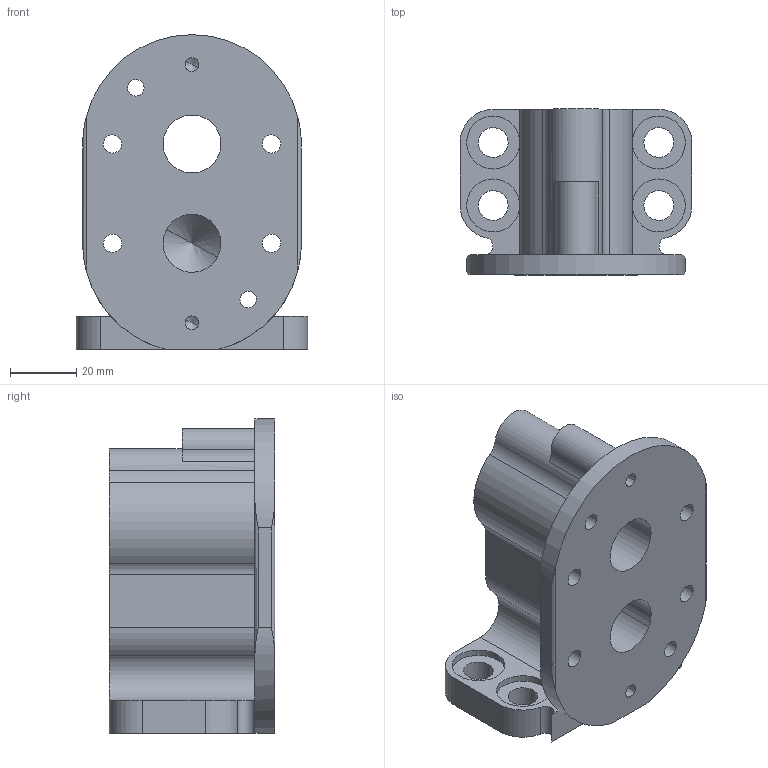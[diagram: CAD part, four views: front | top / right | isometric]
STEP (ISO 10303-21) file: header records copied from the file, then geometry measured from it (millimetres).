
FILE_DESCRIPTION(('Open CASCADE Model'),'2;1');
FILE_NAME('Open CASCADE Shape Model','2021-01-08T16:33:57',('Author'),( 'Open CASCADE'),'Open CASCADE STEP processor 7.5','Open CASCADE 7.5' ,'Unknown');
FILE_SCHEMA(('AUTOMOTIVE_DESIGN { 1 0 10303 214 1 1 1 1 }'));
Length unit declared in the file: millimetre
Products named in the file (1): Open CASCADE STEP translator 7.5 1
Bounding box: 70 x 50 x 95 mm (x, y, z)
Volume: 110133.6 mm3; surface area: 32575.4 mm2
Topology: 1 solids, 1 shells, 112 faces, 289 edges, 183 vertices
Faces by surface type: revolution 89, plane 23
Entity records: 8427 total; most frequent: CARTESIAN_POINT 3015, DIRECTION 891, ORIENTED_EDGE 560, PCURVE 560, DEFINITIONAL_REPRESENTATION 560, LINE 398, VECTOR 398, EDGE_CURVE 280
